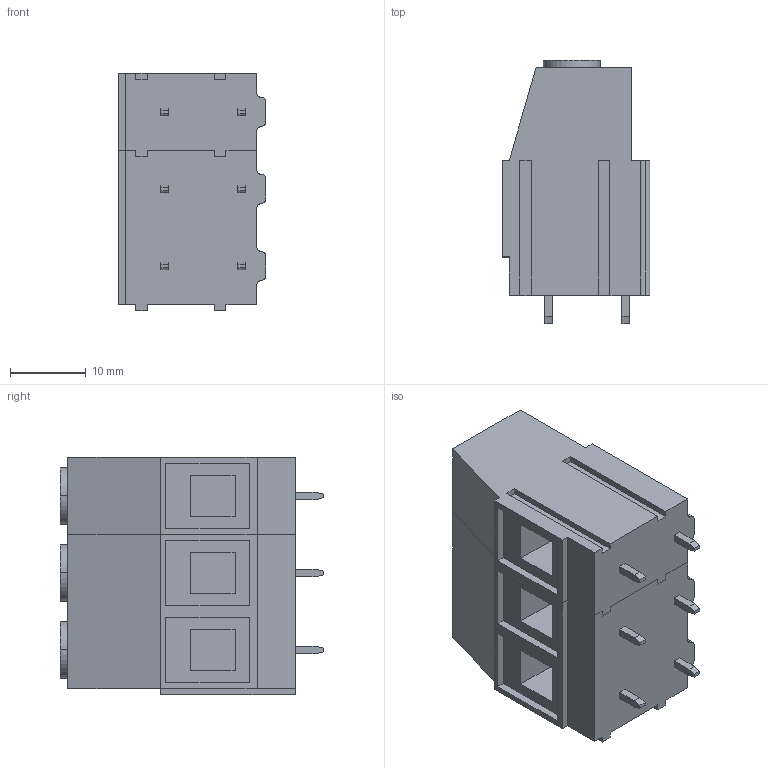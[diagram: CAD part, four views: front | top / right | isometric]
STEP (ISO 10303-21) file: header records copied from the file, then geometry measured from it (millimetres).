
FILE_DESCRIPTION (( 'STEP AP203' ), '1' );
FILE_NAME ('MODÜLER BASKILI DEVRE KLEMENSI - 10,16 MM 3 li.STEP', '2018-10-02T13:17:47', ( 'user' ), ( '' ), 'SwSTEP 2.0', 'SolidWorks 2016', '' );
FILE_SCHEMA (( 'CONFIG_CONTROL_DESIGN' ));
Length unit declared in the file: millimetre
Products named in the file (1): MODÜLER BASKILI DEVRE KLEMENSI - 10,16 MM  3 li
Bounding box: 19.5 x 34.75 x 31.28 mm (x, y, z)
Volume: 13742.6 mm3; surface area: 6523.8 mm2
Topology: 2 solids, 2 shells, 176 faces, 462 edges, 308 vertices
Faces by surface type: plane 152, cylinder 24
Entity records: 5441 total; most frequent: CARTESIAN_POINT 947, ORIENTED_EDGE 924, DIRECTION 876, EDGE_CURVE 462, LINE 402, VECTOR 402, VERTEX_POINT 308, AXIS2_PLACEMENT_3D 237
